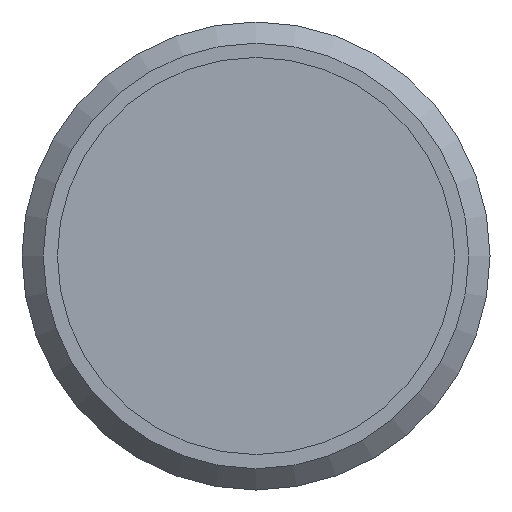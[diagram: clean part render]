
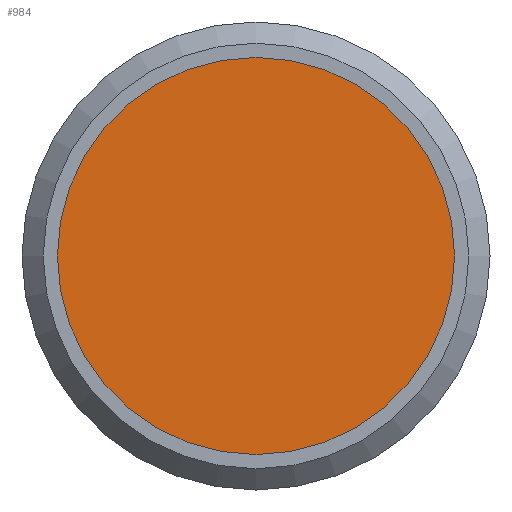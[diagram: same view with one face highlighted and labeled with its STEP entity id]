
A CAD part, front view. The second image highlights one B-rep face of the part: STEP entity #984.
In plain terms, the highlighted planar face has unit normal (0, -1, 0).
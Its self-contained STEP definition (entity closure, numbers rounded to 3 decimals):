
#71=PLANE('',#1121);
#118=FACE_OUTER_BOUND('',#188,.T.);
#188=EDGE_LOOP('',(#785));
#358=CIRCLE('',#1119,14.);
#443=VERTEX_POINT('',#1805);
#562=EDGE_CURVE('',#443,#443,#358,.T.);
#785=ORIENTED_EDGE('',*,*,#562,.T.);
#984=ADVANCED_FACE('',(#118),#71,.T.);
#1119=AXIS2_PLACEMENT_3D('',#1806,#1381,#1382);
#1121=AXIS2_PLACEMENT_3D('',#1810,#1386,#1387);
#1381=DIRECTION('center_axis',(0.,-1.,0.));
#1382=DIRECTION('ref_axis',(1.,0.,0.));
#1386=DIRECTION('center_axis',(0.,-1.,0.));
#1387=DIRECTION('ref_axis',(0.,0.,-1.));
#1805=CARTESIAN_POINT('',(-14.,-15.,0.));
#1806=CARTESIAN_POINT('Origin',(0.,-15.,0.));
#1810=CARTESIAN_POINT('Origin',(7.,-15.,0.));
